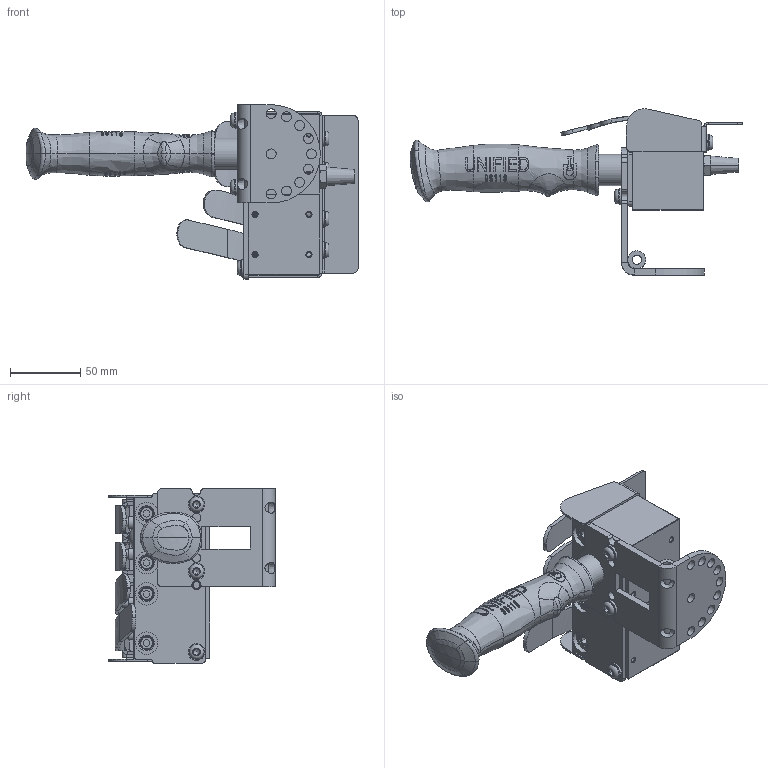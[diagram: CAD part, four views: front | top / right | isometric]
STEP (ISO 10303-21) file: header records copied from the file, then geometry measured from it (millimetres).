
FILE_DESCRIPTION(/* description */ (''),/* implementation_level */ '2;1');
FILE_NAME(/* name */ '79635.stp',/* time_stamp */ '2020-12-02T07:47:39-05:00',/* author */ ('mnhhw'),/* organization */ (''),/* preprocessor_version */ 'ST-DEVELOPER v17',/* originating_system */ 'Autodesk Inventor 2019',/* authorisation */ '');
FILE_SCHEMA (('AUTOMOTIVE_DESIGN { 1 0 10303 214 3 1 1 }'));
Products named in the file (1): 79635
Bounding box: 236.01 x 118.24 x 124.09 mm (x, y, z)
Volume: 219606.6 mm3; surface area: 159082.7 mm2
Topology: 30 solids, 99 shells, 1410 faces, 4174 edges, 2911 vertices
Faces by surface type: plane 641, bspline 357, cylinder 248, cone 140, torus 22, sphere 2
Full cylindrical faces by diameter (mm): 3.3 x8, 4.762 x5, 4.953 x8, 5 x8, 6 x7, 6.172 x4, 6.35 x16, 6.604 x2, 6.985 x10, 9.133 x4, 10.5 x7, 12.7 x2, 14.224 x4, 14.351 x4, 14.55 x2, 15.875 x5, 18.796 x4, 19.05 x4, 22.225 x1, 22.479 x1
Entity records: 113539 total; most frequent: CARTESIAN_POINT 77541, ORIENTED_EDGE 7810, DIRECTION 6206, EDGE_CURVE 4167, VERTEX_POINT 2911, AXIS2_PLACEMENT_3D 2237, LINE 1732, VECTOR 1732
